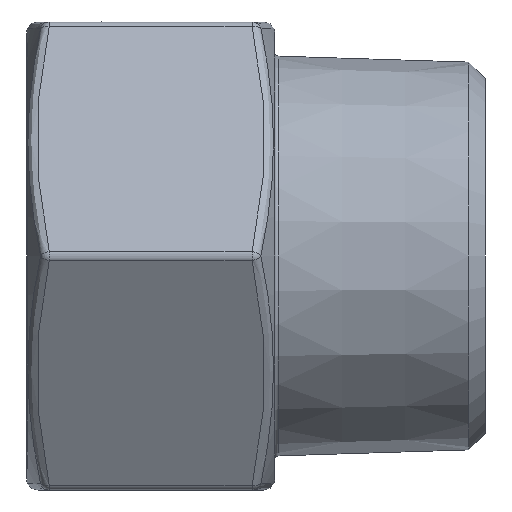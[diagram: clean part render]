
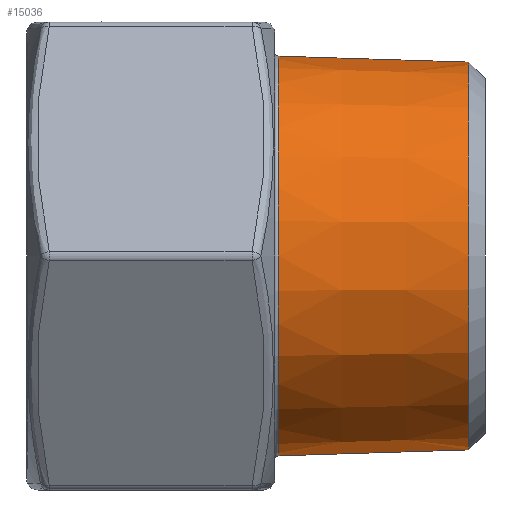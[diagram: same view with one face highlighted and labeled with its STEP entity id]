
A CAD part, front view. The second image highlights one B-rep face of the part: STEP entity #15036.
In plain terms, the highlighted conical face has half-angle 1.79 degrees and reference radius 20.715 mm.
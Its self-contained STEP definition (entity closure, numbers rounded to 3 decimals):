
#449 = CARTESIAN_POINT ( 'NONE',  ( 47.233, 0., -20.715 ) ) ;
#632 = VERTEX_POINT ( 'NONE', #5900 ) ;
#774 = ORIENTED_EDGE ( 'NONE', *, *, #13139, .T. ) ;
#1160 = ORIENTED_EDGE ( 'NONE', *, *, #3706, .T. ) ;
#1248 = CIRCLE ( 'NONE', #12172, 21.351 ) ;
#1541 = FACE_OUTER_BOUND ( 'NONE', #6412, .T. ) ;
#1927 = CONICAL_SURFACE ( 'NONE', #2508, 20.715, 0.031 ) ;
#2126 = CARTESIAN_POINT ( 'NONE',  ( 47.233, 0., 0. ) ) ;
#2508 = AXIS2_PLACEMENT_3D ( 'NONE', #2126, #12940, #10550 ) ;
#2584 = ORIENTED_EDGE ( 'NONE', *, *, #12930, .T. ) ;
#3205 = AXIS2_PLACEMENT_3D ( 'NONE', #3685, #12079, #4897 ) ;
#3685 = CARTESIAN_POINT ( 'NONE',  ( 47.233, 0., 0. ) ) ;
#3706 = EDGE_CURVE ( 'NONE', #14917, #13836, #1248, .T. ) ;
#4897 = DIRECTION ( 'NONE',  ( 0., 0., 1. ) ) ;
#5662 = DIRECTION ( 'NONE',  ( 1., 0., 0. ) ) ;
#5900 = CARTESIAN_POINT ( 'NONE',  ( 47.233, 0., 20.715 ) ) ;
#6412 = EDGE_LOOP ( 'NONE', ( #8424, #774, #2584, #1160 ) ) ;
#6440 = CIRCLE ( 'NONE', #3205, 20.715 ) ;
#6466 = CARTESIAN_POINT ( 'NONE',  ( 47.233, 0., -20.715 ) ) ;
#6565 = VERTEX_POINT ( 'NONE', #6466 ) ;
#7796 = LINE ( 'NONE', #449, #10823 ) ;
#8424 = ORIENTED_EDGE ( 'NONE', *, *, #12973, .F. ) ;
#9925 = CARTESIAN_POINT ( 'NONE',  ( 47.233, 0., 20.715 ) ) ;
#10550 = DIRECTION ( 'NONE',  ( 0., 0., 1. ) ) ;
#10630 = VECTOR ( 'NONE', #11162, 1000. ) ;
#10689 = CARTESIAN_POINT ( 'NONE',  ( 26.888, 0., 0. ) ) ;
#10823 = VECTOR ( 'NONE', #12519, 1000. ) ;
#11162 = DIRECTION ( 'NONE',  ( -1., 0., 0.031 ) ) ;
#11958 = LINE ( 'NONE', #9925, #10630 ) ;
#12079 = DIRECTION ( 'NONE',  ( -1., 0., 0. ) ) ;
#12172 = AXIS2_PLACEMENT_3D ( 'NONE', #10689, #5662, #12968 ) ;
#12519 = DIRECTION ( 'NONE',  ( -1., 0., -0.031 ) ) ;
#12930 = EDGE_CURVE ( 'NONE', #632, #14917, #11958, .T. ) ;
#12940 = DIRECTION ( 'NONE',  ( -1., 0., 0. ) ) ;
#12968 = DIRECTION ( 'NONE',  ( 0., 0., 1. ) ) ;
#12973 = EDGE_CURVE ( 'NONE', #6565, #13836, #7796, .T. ) ;
#13139 = EDGE_CURVE ( 'NONE', #6565, #632, #6440, .T. ) ;
#13379 = CARTESIAN_POINT ( 'NONE',  ( 26.888, 0., 21.351 ) ) ;
#13836 = VERTEX_POINT ( 'NONE', #15655 ) ;
#14917 = VERTEX_POINT ( 'NONE', #13379 ) ;
#15036 = ADVANCED_FACE ( 'NONE', ( #1541 ), #1927, .T. ) ;
#15655 = CARTESIAN_POINT ( 'NONE',  ( 26.888, 0., -21.351 ) ) ;
